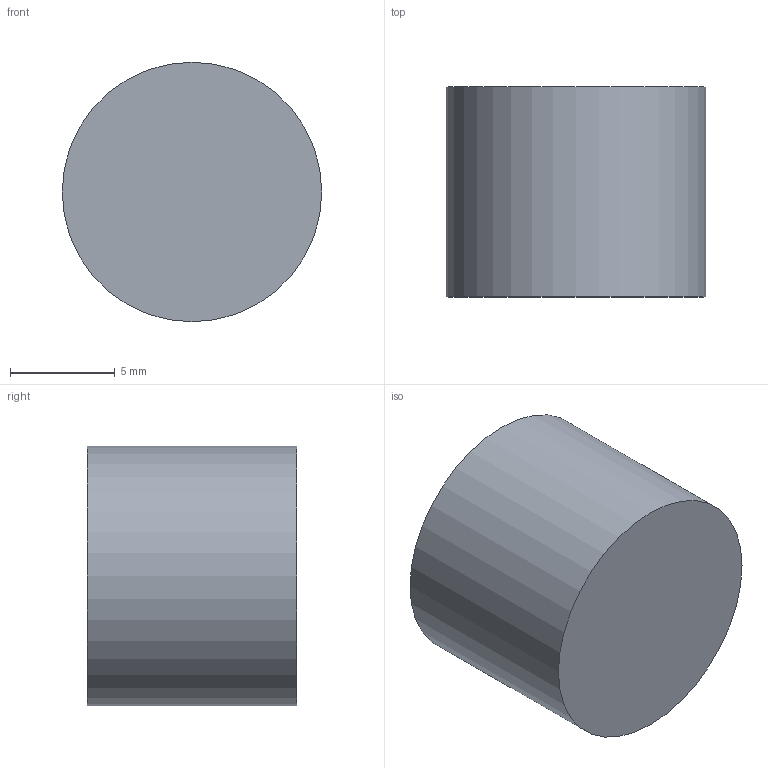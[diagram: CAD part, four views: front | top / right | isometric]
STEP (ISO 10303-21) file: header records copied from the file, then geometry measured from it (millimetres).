
FILE_DESCRIPTION(/* description */ ('','CAx-IF Rec.Pracs.---Representation and Presentation of Product Manufacturing Information (PMI)---4.0---2014-10-13'),/* implementation_level */ '2;1');
FILE_NAME(/* name */ 'MBD_Export_inventor.stp',/* time_stamp */ '2019-10-28T04:18:41+01:00',/* author */ ('SFl'),/* organization */ (''),/* preprocessor_version */ 'ST-DEVELOPER v18',/* originating_system */ 'Autodesk Inventor 2020',/* authorisation */ '');
FILE_SCHEMA (('AP242_MANAGED_MODEL_BASED_3D_ENGINEERING_MIM_LF { 1 0 10303 442 1 1 4 }'));
Length unit declared in the file: millimetre
Products named in the file (1): Bauteil2
Bounding box: 12.36 x 10 x 12.36 mm (x, y, z)
Volume: 1199.9 mm3; surface area: 628.3 mm2
Topology: 1 solids, 1 shells, 3 faces, 6 edges, 5 vertices
Faces by surface type: plane 2, cylinder 1
Full cylindrical faces by diameter (mm): 12.36 x1
Entity records: 361 total; most frequent: DIRECTION 53, CARTESIAN_POINT 35, COORDINATES_LIST 29, AXIS2_PLACEMENT_3D 26, TESSELLATED_CURVE_SET 22, ORIENTED_EDGE 10, PRESENTATION_STYLE_ASSIGNMENT 8, COMPLEX_TRIANGULATED_SURFACE_SET 7
